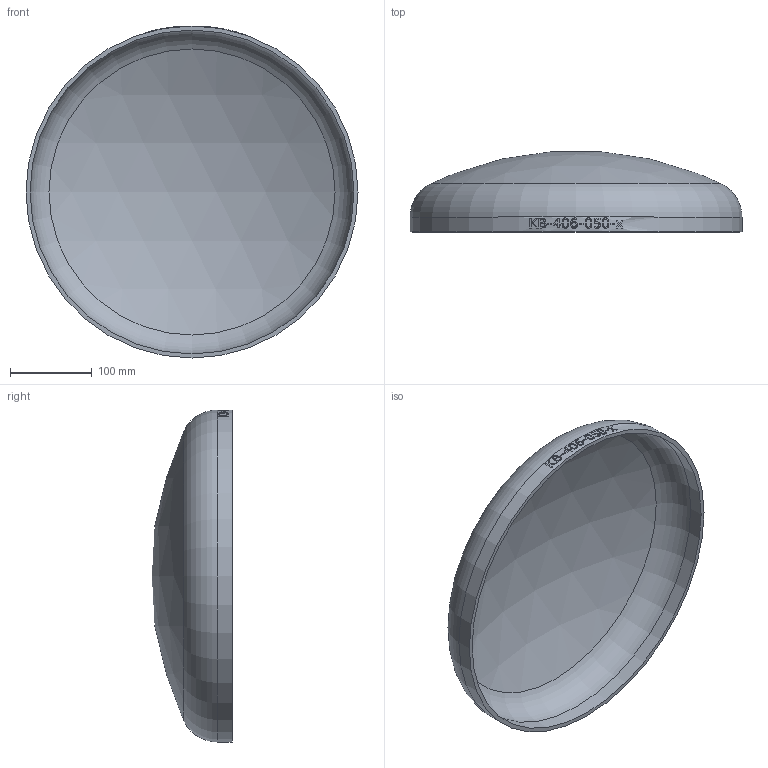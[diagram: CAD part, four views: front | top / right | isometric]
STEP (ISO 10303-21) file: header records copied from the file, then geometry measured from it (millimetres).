
FILE_DESCRIPTION (( 'STEP AP214' ), '1' );
FILE_NAME ('KB-406-050-x Klöpperboden 2003.STEP', '2020-03-27T09:38:53', ( '' ), ( '' ), 'SwSTEP 2.0', 'SolidWorks 2016', '' );
FILE_SCHEMA (( 'AUTOMOTIVE_DESIGN' ));
Length unit declared in the file: millimetre
Products named in the file (1): KB-406-050-x Klöpperboden 2003
Bounding box: 406.4 x 98.18 x 406.4 mm (x, y, z)
Volume: 918632.5 mm3; surface area: 373976.4 mm2
Topology: 1 solids, 1 shells, 175 faces, 457 edges, 304 vertices
Faces by surface type: bspline 95, plane 55, cylinder 21, torus 2, sphere 2
Full cylindrical faces by diameter (mm): 396.4 x1, 406.4 x1
Entity records: 28528 total; most frequent: CARTESIAN_POINT 23242, ORIENTED_EDGE 906, EDGE_CURVE 453, DIRECTION 380, VERTEX_POINT 304, B_SPLINE_CURVE_WITH_KNOTS 301, EDGE_LOOP 199, FACE_OUTER_BOUND 179
